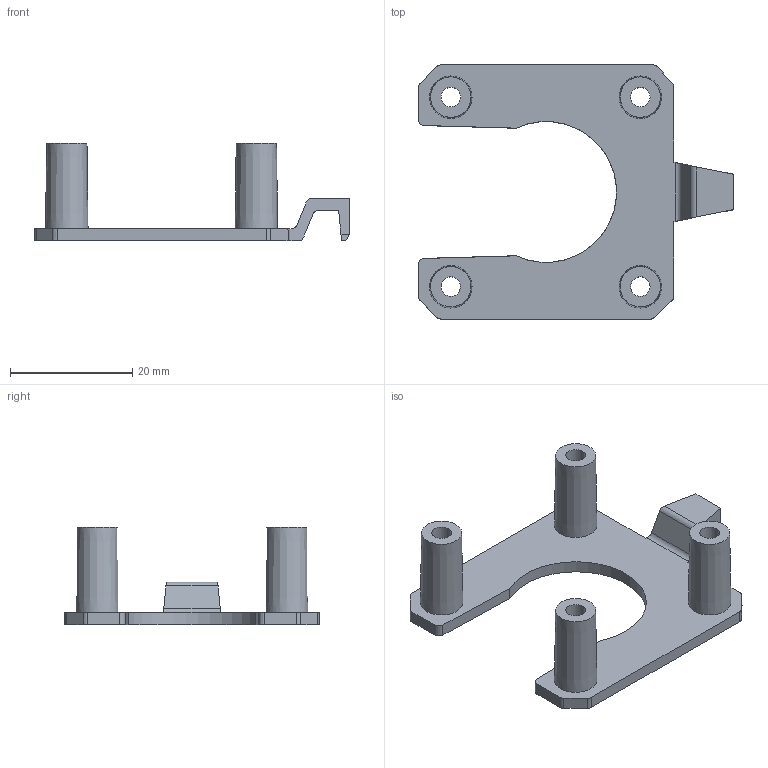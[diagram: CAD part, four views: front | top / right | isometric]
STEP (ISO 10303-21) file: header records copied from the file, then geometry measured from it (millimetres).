
FILE_DESCRIPTION(/* description */ (''),/* implementation_level */ '2;1');
FILE_NAME(/* name */ 'ae64885c-4988-4a83-936b-e2abefb9e506.stp',/* time_stamp */ '2016-12-21T07:38:27+00:00',/* author */ (''),/* organization */ (''),/* preprocessor_version */ 'ST-DEVELOPER v16.5',/* originating_system */ 'Autodesk Translation Framework v5.2.0.2920',/* authorisation */ '');
FILE_SCHEMA (('AUTOMOTIVE_DESIGN { 1 0 10303 214 3 1 1 }'));
Length unit declared in the file: millimetre
Products named in the file (1): motor original v2
Bounding box: 51.55 x 41.6 x 16 mm (x, y, z)
Volume: 3860.8 mm3; surface area: 4616.2 mm2
Topology: 1 solids, 1 shells, 53 faces, 139 edges, 92 vertices
Faces by surface type: plane 30, cone 15, cylinder 8
Full cylindrical faces by diameter (mm): 3.2 x4
Entity records: 1648 total; most frequent: DIRECTION 285, CARTESIAN_POINT 277, ORIENTED_EDGE 262, EDGE_CURVE 131, AXIS2_PLACEMENT_3D 100, VERTEX_POINT 92, LINE 85, VECTOR 85
